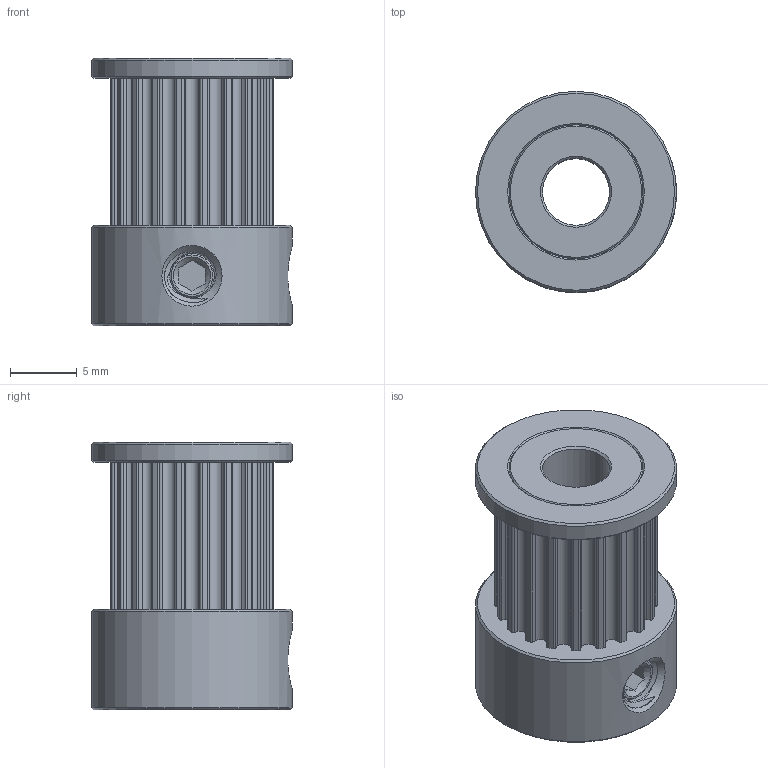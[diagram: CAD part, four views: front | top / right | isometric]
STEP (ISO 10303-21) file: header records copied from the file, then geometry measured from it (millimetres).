
FILE_DESCRIPTION(/* description */ ('','CAx-IF Rec.Pracs.---Representation and Presentation of Product Manufacturing Information (PMI)---4.0---2014-10-13'),/* implementation_level */ '2;1');
FILE_NAME(/* name */ 'Runice GT2 20T B5 9mm.step',/* time_stamp */ '2025-01-26T06:49:18+07:00',/* author */ (''),/* organization */ (''),/* preprocessor_version */ 'ST-DEVELOPER v20',/* originating_system */ 'Autodesk Translation Framework v13.20.0.188',/* authorisation */ '');
FILE_SCHEMA (('AP242_MANAGED_MODEL_BASED_3D_ENGINEERING_MIM_LF { 1 0 10303 442 1 1 4 }'));
Length unit declared in the file: millimetre
Products named in the file (6): Runice GT2 9mm pulley; GT2 9mm pulley; Core; Hub; Flange; Grubscrews
Assembly tree (5 placements, depth 3):
  Runice GT2 9mm pulley
    GT2 9mm pulley
      Core
      Hub
      Flange
      Grubscrews
Bounding box: 15 x 15 x 20 mm (x, y, z)
Volume: 2268.7 mm3; surface area: 2721.6 mm2
Topology: 5 solids, 5 shells, 273 faces, 775 edges, 516 vertices
Faces by surface type: cylinder 197, plane 32, bspline 26, cone 18
Full cylindrical faces by diameter (mm): 3.111 x4, 3.332 x8, 3.908 x6, 4.109 x8, 5 x1, 10 x4, 15 x2
Entity records: 14829 total; most frequent: CARTESIAN_POINT 7736, ORIENTED_EDGE 1550, DIRECTION 1301, EDGE_CURVE 775, AXIS2_PLACEMENT_3D 538, VERTEX_POINT 516, EDGE_LOOP 291, CIRCLE 280
